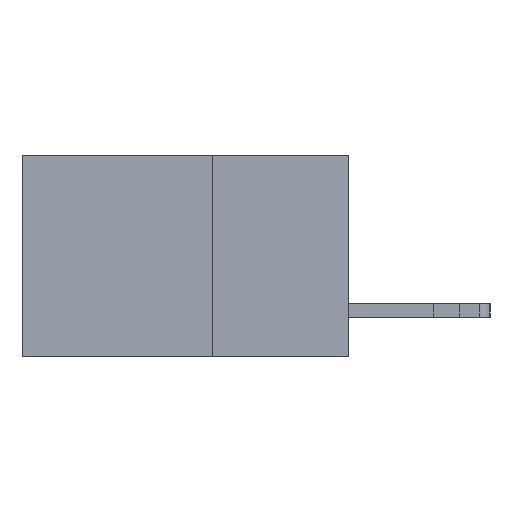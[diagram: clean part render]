
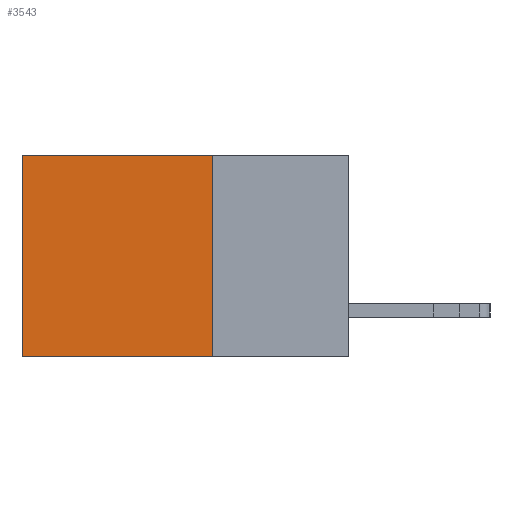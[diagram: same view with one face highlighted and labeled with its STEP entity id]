
A CAD part, left-side view. The second image highlights one B-rep face of the part: STEP entity #3543.
In plain terms, the highlighted planar face has unit normal (-1, 0, 0).
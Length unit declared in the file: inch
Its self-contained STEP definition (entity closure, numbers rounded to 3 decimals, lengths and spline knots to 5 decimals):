
#243 = VERTEX_POINT ( 'NONE', #12267 ) ;
#1646 = CARTESIAN_POINT ( 'NONE',  ( 0.298, 0.6, -0.37 ) ) ;
#1837 = VERTEX_POINT ( 'NONE', #1646 ) ;
#2119 = EDGE_LOOP ( 'NONE', ( #13080, #2801, #4611, #2749 ) ) ;
#2749 = ORIENTED_EDGE ( 'NONE', *, *, #6993, .T. ) ;
#2801 = ORIENTED_EDGE ( 'NONE', *, *, #4788, .F. ) ;
#3226 = VECTOR ( 'NONE', #9716, 39.37008 ) ;
#3276 = EDGE_CURVE ( 'NONE', #7277, #1837, #6161, .T. ) ;
#3543 = ADVANCED_FACE ( 'NONE', ( #8691 ), #6559, .F. ) ;
#3932 = AXIS2_PLACEMENT_3D ( 'NONE', #6652, #7705, #7737 ) ;
#3993 = VECTOR ( 'NONE', #8395, 39.37008 ) ;
#4031 = CARTESIAN_POINT ( 'NONE',  ( 0.298, 0.25, -0.37 ) ) ;
#4321 = LINE ( 'NONE', #7363, #3993 ) ;
#4533 = VECTOR ( 'NONE', #6992, 39.37008 ) ;
#4611 = ORIENTED_EDGE ( 'NONE', *, *, #11875, .F. ) ;
#4788 = EDGE_CURVE ( 'NONE', #5314, #1837, #5571, .T. ) ;
#5314 = VERTEX_POINT ( 'NONE', #5871 ) ;
#5571 = LINE ( 'NONE', #4031, #4533 ) ;
#5871 = CARTESIAN_POINT ( 'NONE',  ( 0.298, 0.25, -0.37 ) ) ;
#6161 = LINE ( 'NONE', #12968, #3226 ) ;
#6559 = PLANE ( 'NONE',  #3932 ) ;
#6652 = CARTESIAN_POINT ( 'NONE',  ( 0.298, 0.25, 0. ) ) ;
#6992 = DIRECTION ( 'NONE',  ( 0., 1., 0. ) ) ;
#6993 = EDGE_CURVE ( 'NONE', #243, #7277, #12216, .T. ) ;
#7085 = VECTOR ( 'NONE', #11850, 39.37008 ) ;
#7277 = VERTEX_POINT ( 'NONE', #8378 ) ;
#7363 = CARTESIAN_POINT ( 'NONE',  ( 0.298, 0.25, 0. ) ) ;
#7705 = DIRECTION ( 'NONE',  ( 1., 0., 0. ) ) ;
#7737 = DIRECTION ( 'NONE',  ( 0., 0., -1. ) ) ;
#8378 = CARTESIAN_POINT ( 'NONE',  ( 0.298, 0.6, 0. ) ) ;
#8395 = DIRECTION ( 'NONE',  ( 0., 0., -1. ) ) ;
#8691 = FACE_OUTER_BOUND ( 'NONE', #2119, .T. ) ;
#9716 = DIRECTION ( 'NONE',  ( 0., 0., -1. ) ) ;
#10895 = CARTESIAN_POINT ( 'NONE',  ( 0.298, 0.25, 0. ) ) ;
#11850 = DIRECTION ( 'NONE',  ( 0., 1., 0. ) ) ;
#11875 = EDGE_CURVE ( 'NONE', #243, #5314, #4321, .T. ) ;
#12216 = LINE ( 'NONE', #10895, #7085 ) ;
#12267 = CARTESIAN_POINT ( 'NONE',  ( 0.298, 0.25, 0. ) ) ;
#12968 = CARTESIAN_POINT ( 'NONE',  ( 0.298, 0.6, 0. ) ) ;
#13080 = ORIENTED_EDGE ( 'NONE', *, *, #3276, .T. ) ;
